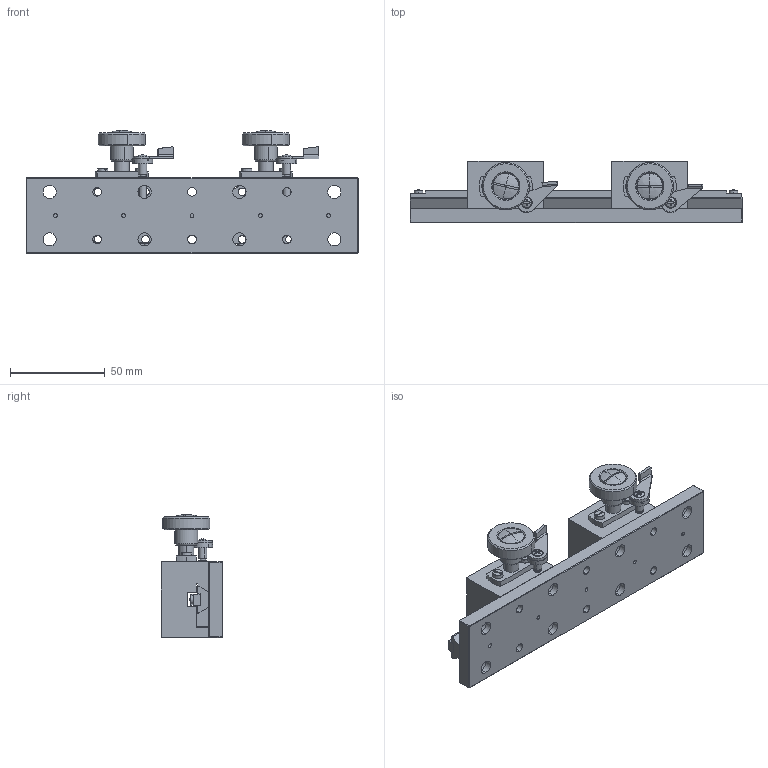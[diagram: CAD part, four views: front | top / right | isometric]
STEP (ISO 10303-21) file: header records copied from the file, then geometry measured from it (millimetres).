
FILE_DESCRIPTION (( 'STEP AP214' ), '1' );
FILE_NAME ('GCM-150401M20161109.STEP', '2016-11-09T03:01:05', ( 't' ), ( 'd' ), 'SwSTEP 2.0', 'SolidWorks 2012', '' );
FILE_SCHEMA (( 'AUTOMOTIVE_DESIGN' ));
Length unit declared in the file: millimetre
Products named in the file (1): GCM-150401M20161109
Bounding box: 175 x 32.4 x 64.89 mm (x, y, z)
Surface area: 49630.7 mm2 (no closed solid volume)
Topology: 0 solids, 28 shells, 500 faces, 1452 edges, 975 vertices
Faces by surface type: cylinder 204, plane 196, cone 76, sphere 16, torus 8
Entity records: 22584 total; most frequent: CARTESIAN_POINT 3474, DIRECTION 3051, ORIENTED_EDGE 2539, EDGE_CURVE 1452, AXIS2_PLACEMENT_3D 1180, VERTEX_POINT 975, LINE 691, VECTOR 691
